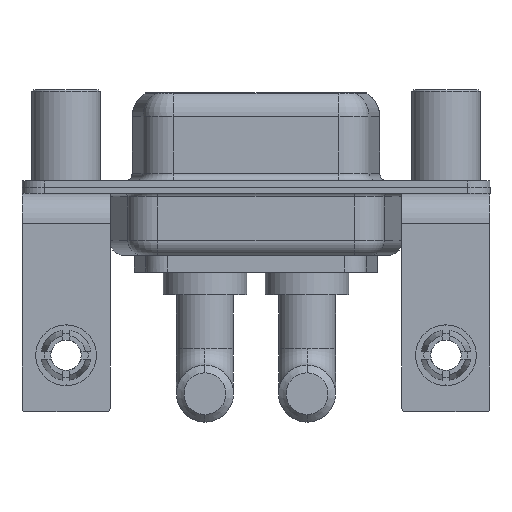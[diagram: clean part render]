
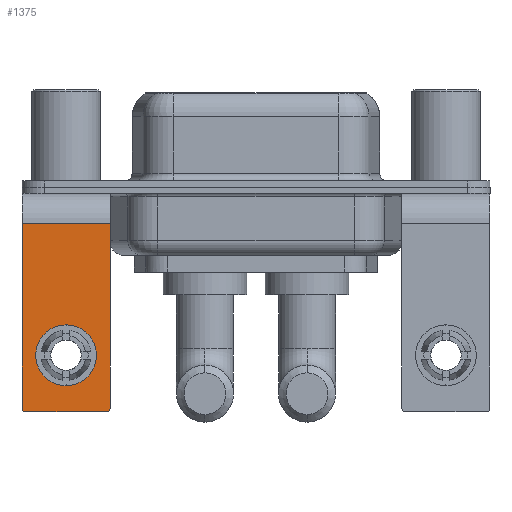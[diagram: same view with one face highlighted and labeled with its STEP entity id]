
A CAD part, front view. The second image highlights one B-rep face of the part: STEP entity #1375.
In plain terms, the highlighted planar face has unit normal (0, -1, 0).
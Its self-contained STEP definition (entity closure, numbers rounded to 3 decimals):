
#45 = ORIENTED_EDGE ( 'NONE', *, *, #1409, .T. ) ;
#204 = CARTESIAN_POINT ( 'NONE',  ( 2.9, -6.25, -14.55 ) ) ;
#286 = ORIENTED_EDGE ( 'NONE', *, *, #1110, .T. ) ;
#473 = CARTESIAN_POINT ( 'NONE',  ( 2.9, -6.25, -14.8 ) ) ;
#774 = AXIS2_PLACEMENT_3D ( 'NONE', #5502, #15570, #11746 ) ;
#983 = ORIENTED_EDGE ( 'NONE', *, *, #15247, .T. ) ;
#990 = VECTOR ( 'NONE', #7207, 1000. ) ;
#1110 = EDGE_CURVE ( 'NONE', #13476, #9869, #11931, .T. ) ;
#1375 = ADVANCED_FACE ( 'NONE', ( #15410, #7974 ), #14472, .F. ) ;
#1409 = EDGE_CURVE ( 'NONE', #12018, #11950, #4883, .T. ) ;
#1557 = LINE ( 'NONE', #473, #14024 ) ;
#1607 = CARTESIAN_POINT ( 'NONE',  ( 0., -6.25, -11.07 ) ) ;
#1754 = ORIENTED_EDGE ( 'NONE', *, *, #10777, .F. ) ;
#2183 = LINE ( 'NONE', #10994, #990 ) ;
#2813 = CIRCLE ( 'NONE', #13332, 0.25 ) ;
#3048 = EDGE_CURVE ( 'NONE', #10843, #8168, #13362, .T. ) ;
#3160 = CARTESIAN_POINT ( 'NONE',  ( -2.9, -6.25, -2.4 ) ) ;
#3321 = AXIS2_PLACEMENT_3D ( 'NONE', #8053, #8131, #14155 ) ;
#3596 = AXIS2_PLACEMENT_3D ( 'NONE', #1607, #9339, #7945 ) ;
#3669 = VERTEX_POINT ( 'NONE', #7251 ) ;
#3710 = CARTESIAN_POINT ( 'NONE',  ( 2.9, -6.25, -2.4 ) ) ;
#3889 = ORIENTED_EDGE ( 'NONE', *, *, #15409, .F. ) ;
#4269 = EDGE_CURVE ( 'NONE', #8168, #3669, #2813, .T. ) ;
#4697 = DIRECTION ( 'NONE',  ( 0., 1., 0. ) ) ;
#4883 = CIRCLE ( 'NONE', #3321, 0.25 ) ;
#5422 = DIRECTION ( 'NONE',  ( -1., 0., 0. ) ) ;
#5502 = CARTESIAN_POINT ( 'NONE',  ( 2.9, -6.25, -2.4 ) ) ;
#6557 = EDGE_LOOP ( 'NONE', ( #286, #983 ) ) ;
#7164 = DIRECTION ( 'NONE',  ( 0., 0., 1. ) ) ;
#7207 = DIRECTION ( 'NONE',  ( 0., 0., -1. ) ) ;
#7251 = CARTESIAN_POINT ( 'NONE',  ( -2.65, -6.25, -14.8 ) ) ;
#7289 = ORIENTED_EDGE ( 'NONE', *, *, #4269, .T. ) ;
#7525 = CIRCLE ( 'NONE', #3596, 2. ) ;
#7927 = EDGE_CURVE ( 'NONE', #13294, #10843, #9641, .T. ) ;
#7945 = DIRECTION ( 'NONE',  ( 0., 0., 1. ) ) ;
#7974 = FACE_OUTER_BOUND ( 'NONE', #9406, .T. ) ;
#8053 = CARTESIAN_POINT ( 'NONE',  ( 2.65, -6.25, -14.55 ) ) ;
#8131 = DIRECTION ( 'NONE',  ( 0., -1., 0. ) ) ;
#8168 = VERTEX_POINT ( 'NONE', #10121 ) ;
#8523 = AXIS2_PLACEMENT_3D ( 'NONE', #13416, #4697, #7164 ) ;
#8785 = DIRECTION ( 'NONE',  ( 0., 0., 1. ) ) ;
#8872 = DIRECTION ( 'NONE',  ( 0., -1., 0. ) ) ;
#9339 = DIRECTION ( 'NONE',  ( 0., 1., 0. ) ) ;
#9369 = CARTESIAN_POINT ( 'NONE',  ( -2.9, -6.25, -2.4 ) ) ;
#9406 = EDGE_LOOP ( 'NONE', ( #15759, #7289, #1754, #45, #3889, #13520 ) ) ;
#9641 = LINE ( 'NONE', #3710, #11115 ) ;
#9869 = VERTEX_POINT ( 'NONE', #13973 ) ;
#10121 = CARTESIAN_POINT ( 'NONE',  ( -2.9, -6.25, -14.55 ) ) ;
#10730 = DIRECTION ( 'NONE',  ( 0., 0., -1. ) ) ;
#10777 = EDGE_CURVE ( 'NONE', #12018, #3669, #1557, .T. ) ;
#10843 = VERTEX_POINT ( 'NONE', #9369 ) ;
#10994 = CARTESIAN_POINT ( 'NONE',  ( 2.9, -6.25, -2.4 ) ) ;
#11094 = CARTESIAN_POINT ( 'NONE',  ( -2.65, -6.25, -14.55 ) ) ;
#11115 = VECTOR ( 'NONE', #14674, 1000. ) ;
#11746 = DIRECTION ( 'NONE',  ( 0., 0., 1. ) ) ;
#11931 = CIRCLE ( 'NONE', #8523, 2. ) ;
#11950 = VERTEX_POINT ( 'NONE', #204 ) ;
#12018 = VERTEX_POINT ( 'NONE', #12721 ) ;
#12721 = CARTESIAN_POINT ( 'NONE',  ( 2.65, -6.25, -14.8 ) ) ;
#13294 = VERTEX_POINT ( 'NONE', #15239 ) ;
#13332 = AXIS2_PLACEMENT_3D ( 'NONE', #11094, #8872, #8785 ) ;
#13362 = LINE ( 'NONE', #3160, #13826 ) ;
#13416 = CARTESIAN_POINT ( 'NONE',  ( 0., -6.25, -11.07 ) ) ;
#13476 = VERTEX_POINT ( 'NONE', #14464 ) ;
#13520 = ORIENTED_EDGE ( 'NONE', *, *, #7927, .T. ) ;
#13826 = VECTOR ( 'NONE', #10730, 1000. ) ;
#13973 = CARTESIAN_POINT ( 'NONE',  ( 0., -6.25, -9.07 ) ) ;
#14024 = VECTOR ( 'NONE', #5422, 1000. ) ;
#14155 = DIRECTION ( 'NONE',  ( 0., 0., 1. ) ) ;
#14464 = CARTESIAN_POINT ( 'NONE',  ( 0., -6.25, -13.07 ) ) ;
#14472 = PLANE ( 'NONE',  #774 ) ;
#14674 = DIRECTION ( 'NONE',  ( -1., 0., 0. ) ) ;
#15239 = CARTESIAN_POINT ( 'NONE',  ( 2.9, -6.25, -2.4 ) ) ;
#15247 = EDGE_CURVE ( 'NONE', #9869, #13476, #7525, .T. ) ;
#15409 = EDGE_CURVE ( 'NONE', #13294, #11950, #2183, .T. ) ;
#15410 = FACE_BOUND ( 'NONE', #6557, .T. ) ;
#15570 = DIRECTION ( 'NONE',  ( 0., 1., 0. ) ) ;
#15759 = ORIENTED_EDGE ( 'NONE', *, *, #3048, .T. ) ;
